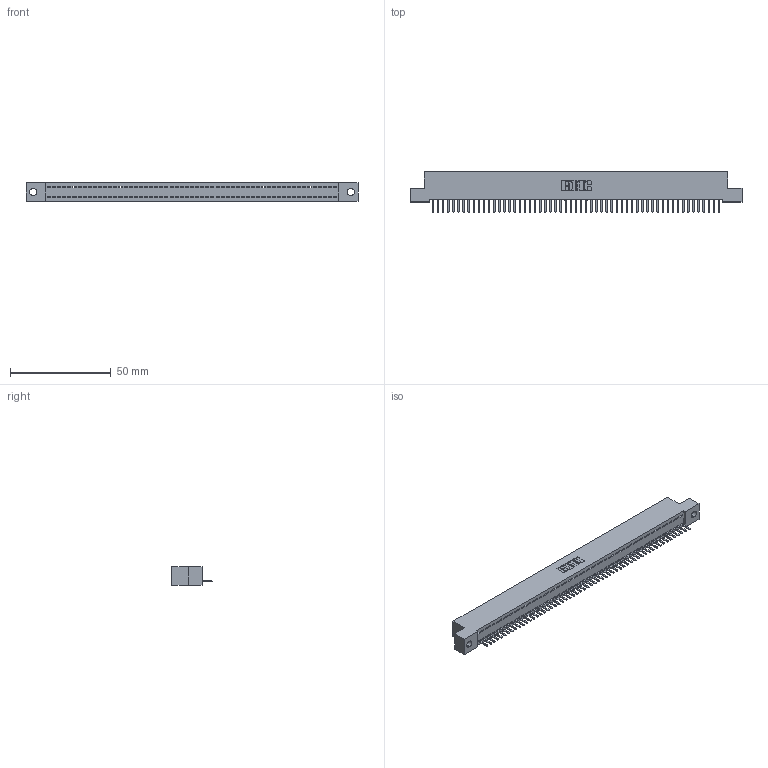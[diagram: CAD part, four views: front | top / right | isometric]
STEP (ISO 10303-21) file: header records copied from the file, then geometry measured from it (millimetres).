
FILE_DESCRIPTION (( 'STEP AP203' ), '1' );
FILE_NAME ('342-057-520-102.STEP', '2018-08-13T04:18:19', ( '' ), ( '' ), 'SwSTEP 2.0', 'SolidWorks 2016', '' );
FILE_SCHEMA (( 'CONFIG_CONTROL_DESIGN' ));
Length unit declared in the file: inch
Products named in the file (3): 342 Part_.128 Slot; 345-292-001_345-293-120; 342-057-520-102
Assembly tree (58 placements, depth 2):
  342-057-520-102
    342 Part_.128 Slot
    345-292-001_345-293-120  x57
Bounding box: 165.1 x 20.02 x 9.4 mm (x, y, z)
Volume: 14315.1 mm3; surface area: 20536.4 mm2
Topology: 58 solids, 58 shells, 3648 faces, 10799 edges, 7046 vertices
Faces by surface type: plane 2578, cylinder 1070
Entity records: 33023 total; most frequent: CARTESIAN_POINT 5713, ORIENTED_EDGE 5694, DIRECTION 4777, EDGE_CURVE 2847, LINE 2715, VECTOR 2715, VERTEX_POINT 1894, AXIS2_PLACEMENT_3D 1031
